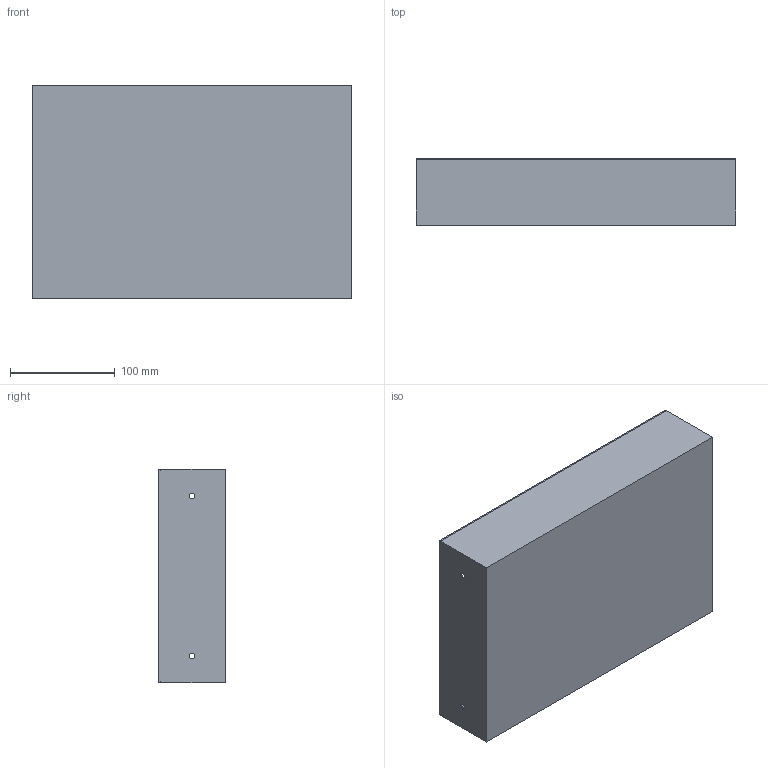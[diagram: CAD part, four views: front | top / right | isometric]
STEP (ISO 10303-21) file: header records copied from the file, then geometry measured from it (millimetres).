
FILE_DESCRIPTION (( 'STEP AP214' ), '1' );
FILE_NAME ('B005T574YQ.3D.STP', '2013-08-31T13:48:01', ( '' ), ( '' ), 'SwSTEP 2.0', 'SolidWorks 2012', '' );
FILE_SCHEMA (( 'AUTOMOTIVE_DESIGN' ));
Length unit declared in the file: inch
Products named in the file (1): B005T574YQ.3D
Bounding box: 304.8 x 63.5 x 203.2 mm (x, y, z)
Volume: 176684.8 mm3; surface area: 276016.6 mm2
Topology: 3 solids, 3 shells, 63 faces, 164 edges, 108 vertices
Faces by surface type: plane 47, cylinder 16
Entity records: 2012 total; most frequent: CARTESIAN_POINT 336, ORIENTED_EDGE 328, DIRECTION 324, EDGE_CURVE 164, VECTOR 132, LINE 132, VERTEX_POINT 108, AXIS2_PLACEMENT_3D 96
